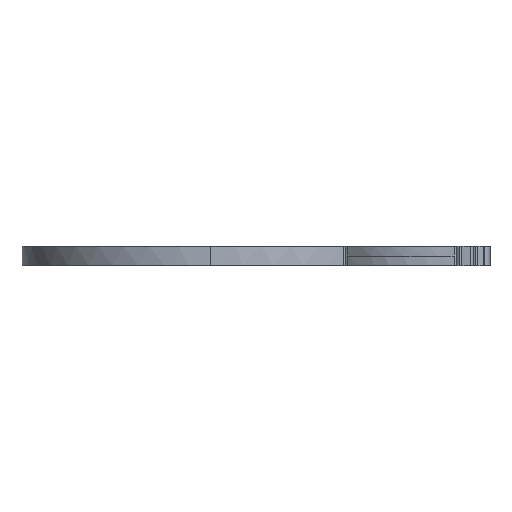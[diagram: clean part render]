
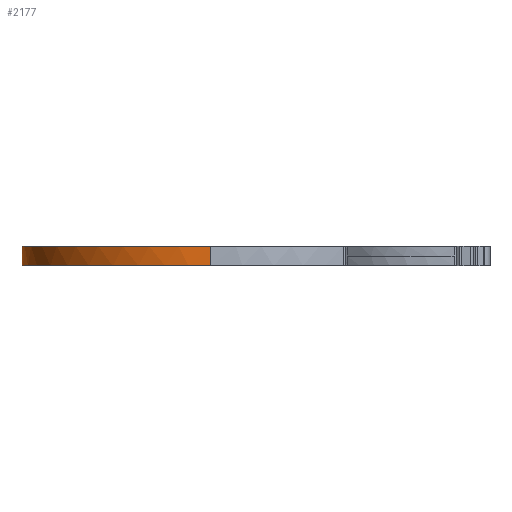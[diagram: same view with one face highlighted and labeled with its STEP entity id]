
A CAD part, left-side view. The second image highlights one B-rep face of the part: STEP entity #2177.
In plain terms, the highlighted free-form (B-spline) face has degree [2, 1] with [5, 2] control points.
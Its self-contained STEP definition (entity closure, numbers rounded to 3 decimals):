
#2177 = ADVANCED_FACE('',(#2178),#2214,.T.);
#2178 = FACE_BOUND('',#2179,.T.);
#2179 = EDGE_LOOP('',(#2180,#2189,#2199,#2206));
#2180 = ORIENTED_EDGE('',*,*,#2181,.F.);
#2181 = EDGE_CURVE('',#2182,#2184,#2186,.T.);
#2182 = VERTEX_POINT('',#2183);
#2183 = CARTESIAN_POINT('',(26.066,38.153,
    1.377));
#2184 = VERTEX_POINT('',#2185);
#2185 = CARTESIAN_POINT('',(26.066,38.153,
    -1.377));
#2186 = B_SPLINE_CURVE_WITH_KNOTS('',1,(#2187,#2188),.UNSPECIFIED.,.F.,
  .F.,(2,2),(0.,2.),.PIECEWISE_BEZIER_KNOTS.);
#2187 = CARTESIAN_POINT('',(26.066,38.153,
    1.377));
#2188 = CARTESIAN_POINT('',(26.066,38.153,
    -1.377));
#2189 = ORIENTED_EDGE('',*,*,#2190,.F.);
#2190 = EDGE_CURVE('',#2191,#2182,#2193,.T.);
#2191 = VERTEX_POINT('',#2192);
#2192 = CARTESIAN_POINT('',(-26.066,38.153,
    1.377));
#2193 = ( BOUNDED_CURVE() B_SPLINE_CURVE(2,(#2194,#2195,#2196,#2197,
#2198),.UNSPECIFIED.,.F.,.F.) B_SPLINE_CURVE_WITH_KNOTS((3,2,3),(0.,
1.571,3.142),.PIECEWISE_BEZIER_KNOTS.) CURVE() 
GEOMETRIC_REPRESENTATION_ITEM() RATIONAL_B_SPLINE_CURVE((1.,
0.707,1.,0.707,1.)) REPRESENTATION_ITEM('') );
#2194 = CARTESIAN_POINT('',(-26.066,38.153,
    1.377));
#2195 = CARTESIAN_POINT('',(-26.066,64.219,
    1.377));
#2196 = CARTESIAN_POINT('',(0.,64.219,
    1.377));
#2197 = CARTESIAN_POINT('',(26.066,64.219,
    1.377));
#2198 = CARTESIAN_POINT('',(26.066,38.153,
    1.377));
#2199 = ORIENTED_EDGE('',*,*,#2200,.F.);
#2200 = EDGE_CURVE('',#2201,#2191,#2203,.T.);
#2201 = VERTEX_POINT('',#2202);
#2202 = CARTESIAN_POINT('',(-26.066,38.153,
    -1.377));
#2203 = B_SPLINE_CURVE_WITH_KNOTS('',1,(#2204,#2205),.UNSPECIFIED.,.F.,
  .F.,(2,2),(0.,2.),.PIECEWISE_BEZIER_KNOTS.);
#2204 = CARTESIAN_POINT('',(-26.066,38.153,
    -1.377));
#2205 = CARTESIAN_POINT('',(-26.066,38.153,
    1.377));
#2206 = ORIENTED_EDGE('',*,*,#2207,.F.);
#2207 = EDGE_CURVE('',#2184,#2201,#2208,.T.);
#2208 = ( BOUNDED_CURVE() B_SPLINE_CURVE(2,(#2209,#2210,#2211,#2212,
#2213),.UNSPECIFIED.,.F.,.F.) B_SPLINE_CURVE_WITH_KNOTS((3,2,3),(0.,
1.571,3.142),.PIECEWISE_BEZIER_KNOTS.) CURVE() 
GEOMETRIC_REPRESENTATION_ITEM() RATIONAL_B_SPLINE_CURVE((1.,
0.707,1.,0.707,1.)) REPRESENTATION_ITEM('') );
#2209 = CARTESIAN_POINT('',(26.066,38.153,
    -1.377));
#2210 = CARTESIAN_POINT('',(26.066,64.219,
    -1.377));
#2211 = CARTESIAN_POINT('',(0.,64.219,
    -1.377));
#2212 = CARTESIAN_POINT('',(-26.066,64.219,
    -1.377));
#2213 = CARTESIAN_POINT('',(-26.066,38.153,
    -1.377));
#2214 = ( BOUNDED_SURFACE() B_SPLINE_SURFACE(2,1,(
    (#2215,#2216)
    ,(#2217,#2218)
    ,(#2219,#2220)
    ,(#2221,#2222)
    ,(#2223,#2224
)),.UNSPECIFIED.,.F.,.F.,.F.) B_SPLINE_SURFACE_WITH_KNOTS((3,2,3),(2,2),
  (3.142,4.712,6.283),(0.,2.),
.PIECEWISE_BEZIER_KNOTS.) GEOMETRIC_REPRESENTATION_ITEM() 
RATIONAL_B_SPLINE_SURFACE((
    (1.,1.)
    ,(0.707,0.707)
    ,(1.,1.)
    ,(0.707,0.707)
,(1.,1.))) REPRESENTATION_ITEM('') SURFACE() );
#2215 = CARTESIAN_POINT('',(-26.066,38.153,
    -1.377));
#2216 = CARTESIAN_POINT('',(-26.066,38.153,
    1.377));
#2217 = CARTESIAN_POINT('',(-26.066,64.219,
    -1.377));
#2218 = CARTESIAN_POINT('',(-26.066,64.219,
    1.377));
#2219 = CARTESIAN_POINT('',(0.,64.219,
    -1.377));
#2220 = CARTESIAN_POINT('',(0.,64.219,
    1.377));
#2221 = CARTESIAN_POINT('',(26.066,64.219,
    -1.377));
#2222 = CARTESIAN_POINT('',(26.066,64.219,
    1.377));
#2223 = CARTESIAN_POINT('',(26.066,38.153,
    -1.377));
#2224 = CARTESIAN_POINT('',(26.066,38.153,
    1.377));
